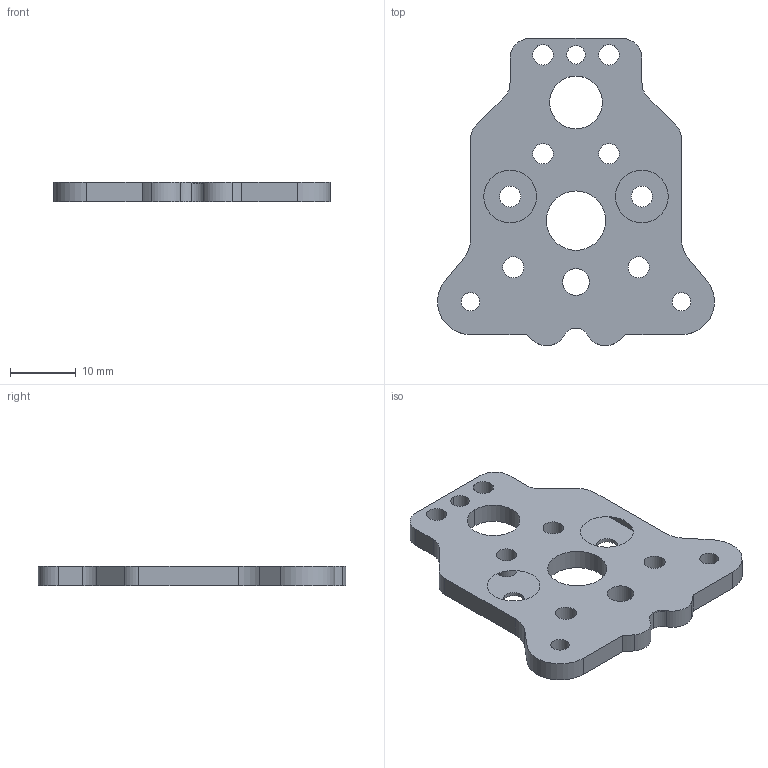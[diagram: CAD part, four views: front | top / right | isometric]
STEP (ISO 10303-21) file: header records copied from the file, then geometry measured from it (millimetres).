
FILE_DESCRIPTION(/* description */ (''),/* implementation_level */ '2;1');
FILE_NAME(/* name */ 'X axis toolhead.stp',/* time_stamp */ '2023-07-21T17:06:22+08:00',/* author */ ('TrinityPc'),/* organization */ (''),/* preprocessor_version */ 'ST-DEVELOPER v18',/* originating_system */ 'Autodesk Inventor 2020',/* authorisation */ '');
FILE_SCHEMA (('AUTOMOTIVE_DESIGN { 1 0 10303 214 3 1 1 }'));
Length unit declared in the file: millimetre
Products named in the file (1): 11231231231213132
Bounding box: 42 x 46.61 x 3 mm (x, y, z)
Volume: 3492.7 mm3; surface area: 3354.9 mm2
Topology: 1 solids, 1 shells, 48 faces, 145 edges, 99 vertices
Faces by surface type: cylinder 33, plane 13, cone 2
Full cylindrical faces by diameter (mm): 2.8 x2, 3.1 x4, 3.2 x4, 9 x1
Entity records: 1787 total; most frequent: DIRECTION 319, CARTESIAN_POINT 293, ORIENTED_EDGE 290, EDGE_CURVE 145, AXIS2_PLACEMENT_3D 125, VERTEX_POINT 99, EDGE_LOOP 76, CIRCLE 76
